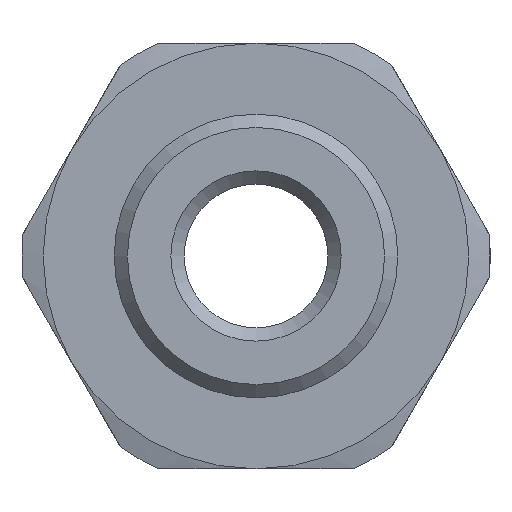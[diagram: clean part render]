
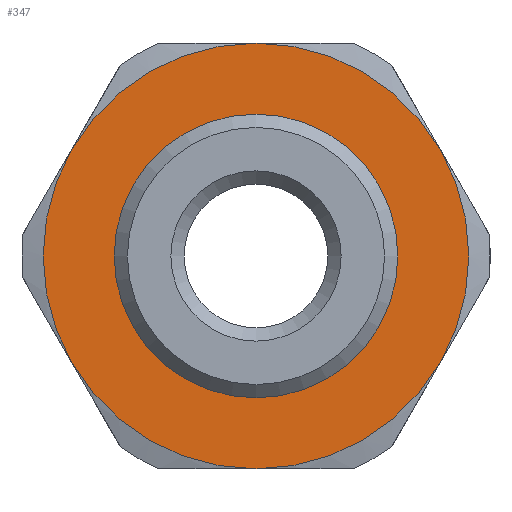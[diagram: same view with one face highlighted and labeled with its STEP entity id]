
A CAD part, left-side view. The second image highlights one B-rep face of the part: STEP entity #347.
In plain terms, the highlighted planar face has unit normal (-1, 0, 0).
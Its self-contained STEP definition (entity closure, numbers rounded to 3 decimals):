
#73 = CARTESIAN_POINT ( 'NONE',  ( 15.3, 10.392, -6. ) ) ;
#144 = AXIS2_PLACEMENT_3D ( 'NONE', #1987, #670, #2191 ) ;
#204 = DIRECTION ( 'NONE',  ( 1., 0., 0. ) ) ;
#223 = DIRECTION ( 'NONE',  ( 0., 0., -1. ) ) ;
#233 = CARTESIAN_POINT ( 'NONE',  ( 15.3, -10.392, -6. ) ) ;
#242 = EDGE_CURVE ( 'NONE', #767, #2412, #1700, .T. ) ;
#293 = DIRECTION ( 'NONE',  ( 0., 0., -1. ) ) ;
#333 = EDGE_LOOP ( 'NONE', ( #1533, #2188, #1478, #2828, #2550, #1666 ) ) ;
#347 = ADVANCED_FACE ( 'NONE', ( #2583, #1497 ), #2318, .F. ) ;
#464 = EDGE_CURVE ( 'NONE', #504, #2190, #1942, .T. ) ;
#491 = DIRECTION ( 'NONE',  ( 1., 0., 0. ) ) ;
#500 = CIRCLE ( 'NONE', #2744, 12. ) ;
#504 = VERTEX_POINT ( 'NONE', #1149 ) ;
#553 = CARTESIAN_POINT ( 'NONE',  ( 15.3, 8., 0. ) ) ;
#612 = EDGE_CURVE ( 'NONE', #1555, #1329, #500, .T. ) ;
#670 = DIRECTION ( 'NONE',  ( 1., 0., 0. ) ) ;
#685 = AXIS2_PLACEMENT_3D ( 'NONE', #1512, #204, #1728 ) ;
#708 = CARTESIAN_POINT ( 'NONE',  ( 15.3, 0., 0. ) ) ;
#767 = VERTEX_POINT ( 'NONE', #2260 ) ;
#885 = DIRECTION ( 'NONE',  ( 1., 0., 0. ) ) ;
#912 = CARTESIAN_POINT ( 'NONE',  ( 15.3, 0., 0. ) ) ;
#918 = ORIENTED_EDGE ( 'NONE', *, *, #2476, .T. ) ;
#1082 = CARTESIAN_POINT ( 'NONE',  ( 15.3, 0., -8. ) ) ;
#1101 = AXIS2_PLACEMENT_3D ( 'NONE', #2664, #2013, #2434 ) ;
#1138 = AXIS2_PLACEMENT_3D ( 'NONE', #553, #885, #223 ) ;
#1149 = CARTESIAN_POINT ( 'NONE',  ( 15.3, 0., -12. ) ) ;
#1166 = DIRECTION ( 'NONE',  ( 0., 0., -1. ) ) ;
#1178 = EDGE_CURVE ( 'NONE', #2190, #2412, #2781, .T. ) ;
#1265 = EDGE_CURVE ( 'NONE', #767, #1555, #2572, .T. ) ;
#1309 = DIRECTION ( 'NONE',  ( 0., 0., 1. ) ) ;
#1329 = VERTEX_POINT ( 'NONE', #233 ) ;
#1385 = AXIS2_PLACEMENT_3D ( 'NONE', #2630, #2750, #1756 ) ;
#1394 = CARTESIAN_POINT ( 'NONE',  ( 15.3, 0., 0. ) ) ;
#1478 = ORIENTED_EDGE ( 'NONE', *, *, #612, .F. ) ;
#1497 = FACE_OUTER_BOUND ( 'NONE', #333, .T. ) ;
#1502 = CIRCLE ( 'NONE', #685, 8. ) ;
#1512 = CARTESIAN_POINT ( 'NONE',  ( 15.3, 0., 0. ) ) ;
#1533 = ORIENTED_EDGE ( 'NONE', *, *, #464, .F. ) ;
#1555 = VERTEX_POINT ( 'NONE', #2673 ) ;
#1573 = AXIS2_PLACEMENT_3D ( 'NONE', #708, #491, #293 ) ;
#1598 = CIRCLE ( 'NONE', #144, 12. ) ;
#1626 = VERTEX_POINT ( 'NONE', #1082 ) ;
#1629 = AXIS2_PLACEMENT_3D ( 'NONE', #912, #1979, #1309 ) ;
#1666 = ORIENTED_EDGE ( 'NONE', *, *, #1178, .F. ) ;
#1700 = CIRCLE ( 'NONE', #1629, 12. ) ;
#1711 = CARTESIAN_POINT ( 'NONE',  ( 15.3, 10.392, 6. ) ) ;
#1728 = DIRECTION ( 'NONE',  ( 0., 0., -1. ) ) ;
#1756 = DIRECTION ( 'NONE',  ( 0., 0., -1. ) ) ;
#1942 = CIRCLE ( 'NONE', #1573, 12. ) ;
#1979 = DIRECTION ( 'NONE',  ( -1., 0., 0. ) ) ;
#1987 = CARTESIAN_POINT ( 'NONE',  ( 15.3, 0., 0. ) ) ;
#2013 = DIRECTION ( 'NONE',  ( 1., 0., 0. ) ) ;
#2062 = EDGE_CURVE ( 'NONE', #1329, #504, #1598, .T. ) ;
#2080 = EDGE_LOOP ( 'NONE', ( #918 ) ) ;
#2188 = ORIENTED_EDGE ( 'NONE', *, *, #2062, .F. ) ;
#2190 = VERTEX_POINT ( 'NONE', #73 ) ;
#2191 = DIRECTION ( 'NONE',  ( 0., 0., -1. ) ) ;
#2260 = CARTESIAN_POINT ( 'NONE',  ( 15.3, 0., 12. ) ) ;
#2318 = PLANE ( 'NONE',  #1138 ) ;
#2412 = VERTEX_POINT ( 'NONE', #1711 ) ;
#2434 = DIRECTION ( 'NONE',  ( 0., 0., -1. ) ) ;
#2476 = EDGE_CURVE ( 'NONE', #1626, #1626, #1502, .T. ) ;
#2550 = ORIENTED_EDGE ( 'NONE', *, *, #242, .T. ) ;
#2572 = CIRCLE ( 'NONE', #1385, 12. ) ;
#2583 = FACE_BOUND ( 'NONE', #2080, .T. ) ;
#2630 = CARTESIAN_POINT ( 'NONE',  ( 15.3, 0., 0. ) ) ;
#2664 = CARTESIAN_POINT ( 'NONE',  ( 15.3, 0., 0. ) ) ;
#2673 = CARTESIAN_POINT ( 'NONE',  ( 15.3, -10.392, 6. ) ) ;
#2695 = DIRECTION ( 'NONE',  ( 1., 0., 0. ) ) ;
#2744 = AXIS2_PLACEMENT_3D ( 'NONE', #1394, #2695, #1166 ) ;
#2750 = DIRECTION ( 'NONE',  ( 1., 0., 0. ) ) ;
#2781 = CIRCLE ( 'NONE', #1101, 12. ) ;
#2828 = ORIENTED_EDGE ( 'NONE', *, *, #1265, .F. ) ;
